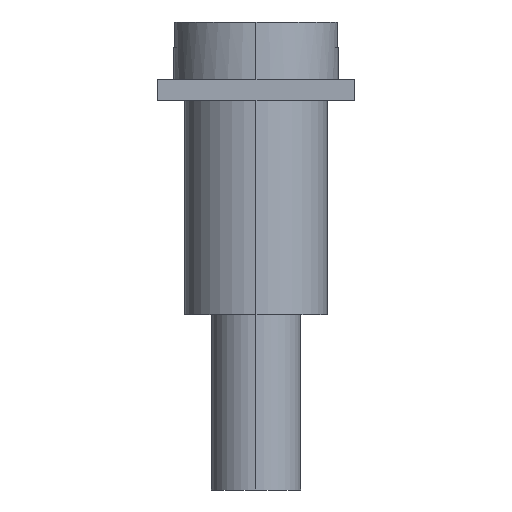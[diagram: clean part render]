
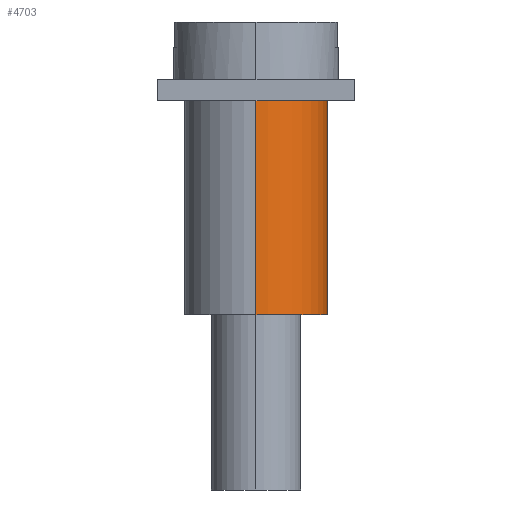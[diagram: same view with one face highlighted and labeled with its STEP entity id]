
A CAD part, left-side view. The second image highlights one B-rep face of the part: STEP entity #4703.
In plain terms, the highlighted cylindrical face has radius 2 mm (diameter 4 mm), a partial arc.
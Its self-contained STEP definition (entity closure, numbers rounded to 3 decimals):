
#111=CARTESIAN_POINT('',(2.4,2.75,-0.6));
#112=DIRECTION('',(0.,0.,1.));
#113=DIRECTION('',(-1.,0.,0.));
#114=AXIS2_PLACEMENT_3D('',#111,#112,#113);
#1689=DIRECTION('',(0.,0.,1.));
#1690=VECTOR('',#1689,6.);
#1691=CARTESIAN_POINT('',(4.4,2.75,-6.6));
#1692=LINE('',#1691,#1690);
#1696=DIRECTION('',(0.,0.,1.));
#1697=VECTOR('',#1696,6.);
#1698=CARTESIAN_POINT('',(0.4,2.75,-6.6));
#1699=LINE('',#1698,#1697);
#1703=CARTESIAN_POINT('',(2.4,2.75,-6.6));
#1704=DIRECTION('',(0.,0.,-1.));
#1705=DIRECTION('',(1.,0.,0.));
#1706=AXIS2_PLACEMENT_3D('',#1703,#1704,#1705);
#2673=CARTESIAN_POINT('',(4.4,2.75,-0.6));
#2674=CARTESIAN_POINT('',(0.4,2.75,-0.6));
#2675=VERTEX_POINT('',#2673);
#2676=VERTEX_POINT('',#2674);
#2707=CARTESIAN_POINT('',(4.4,2.75,-6.6));
#2708=VERTEX_POINT('',#2707);
#2709=CARTESIAN_POINT('',(0.4,2.75,-6.6));
#2710=VERTEX_POINT('',#2709);
#4689=CARTESIAN_POINT('',(2.4,2.75,-3.6));
#4690=DIRECTION('',(0.,0.,-1.));
#4691=DIRECTION('',(-1.,0.,0.));
#4692=AXIS2_PLACEMENT_3D('',#4689,#4690,#4691);
#4693=CYLINDRICAL_SURFACE('',#4692,2.);
#4694=ORIENTED_EDGE('',*,*,#2907,.T.);
#4696=ORIENTED_EDGE('',*,*,#4695,.F.);
#4698=ORIENTED_EDGE('',*,*,#4697,.T.);
#4700=ORIENTED_EDGE('',*,*,#4699,.T.);
#4701=EDGE_LOOP('',(#4694,#4696,#4698,#4700));
#4702=FACE_OUTER_BOUND('',#4701,.F.);
#115=CIRCLE('',#114,2.);
#1707=CIRCLE('',#1706,2.);
#2907=EDGE_CURVE('',#2676,#2675,#115,.T.);
#4695=EDGE_CURVE('',#2708,#2675,#1692,.T.);
#4697=EDGE_CURVE('',#2708,#2710,#1707,.T.);
#4699=EDGE_CURVE('',#2710,#2676,#1699,.T.);
#4703=ADVANCED_FACE('',(#4702),#4693,.T.);
